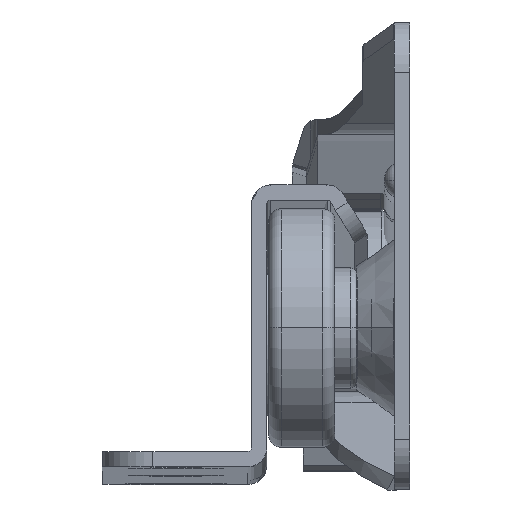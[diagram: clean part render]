
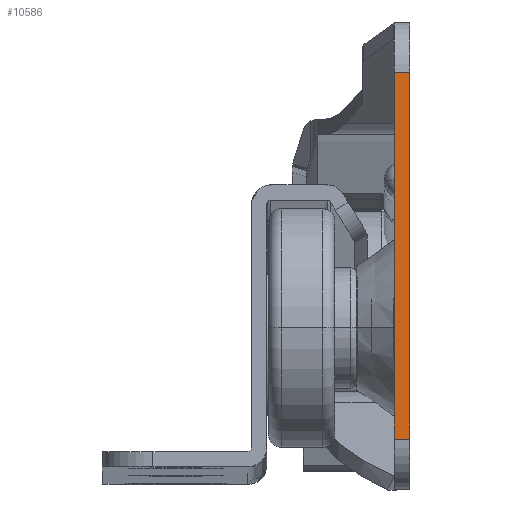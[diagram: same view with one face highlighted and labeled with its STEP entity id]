
A CAD part, top view. The second image highlights one B-rep face of the part: STEP entity #10586.
In plain terms, the highlighted planar face has unit normal (0, 0, 1).
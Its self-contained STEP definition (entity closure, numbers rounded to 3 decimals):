
#841 = ORIENTED_EDGE ( 'NONE', *, *, #10257, .T. ) ;
#974 = CARTESIAN_POINT ( 'NONE',  ( 0., -18., 0. ) ) ;
#1132 = VECTOR ( 'NONE', #1828, 1000. ) ;
#1649 = DIRECTION ( 'NONE',  ( 0., -1., 0. ) ) ;
#1828 = DIRECTION ( 'NONE',  ( -1., 0., 0. ) ) ;
#1852 = LINE ( 'NONE', #6125, #12706 ) ;
#2131 = VECTOR ( 'NONE', #1649, 1000. ) ;
#2202 = VERTEX_POINT ( 'NONE', #10348 ) ;
#2272 = CARTESIAN_POINT ( 'NONE',  ( -1.2, -14., 0. ) ) ;
#2288 = CARTESIAN_POINT ( 'NONE',  ( 0., 15., 0. ) ) ;
#2807 = LINE ( 'NONE', #13634, #1132 ) ;
#3778 = VECTOR ( 'NONE', #12928, 1000. ) ;
#3965 = EDGE_CURVE ( 'NONE', #13696, #11612, #2807, .T. ) ;
#4524 = PLANE ( 'NONE',  #10664 ) ;
#5838 = FACE_OUTER_BOUND ( 'NONE', #9131, .T. ) ;
#6125 = CARTESIAN_POINT ( 'NONE',  ( -1.2, -14., 0. ) ) ;
#6807 = ORIENTED_EDGE ( 'NONE', *, *, #3965, .T. ) ;
#8936 = EDGE_CURVE ( 'NONE', #11612, #11555, #13454, .T. ) ;
#9131 = EDGE_LOOP ( 'NONE', ( #11857, #841, #10647, #6807 ) ) ;
#10257 = EDGE_CURVE ( 'NONE', #11555, #2202, #1852, .T. ) ;
#10284 = CARTESIAN_POINT ( 'NONE',  ( -1.2, -18., 0. ) ) ;
#10348 = CARTESIAN_POINT ( 'NONE',  ( 0., -14., 0. ) ) ;
#10405 = DIRECTION ( 'NONE',  ( 1., 0., 0. ) ) ;
#10586 = ADVANCED_FACE ( 'NONE', ( #5838 ), #4524, .T. ) ;
#10647 = ORIENTED_EDGE ( 'NONE', *, *, #11978, .F. ) ;
#10664 = AXIS2_PLACEMENT_3D ( 'NONE', #12021, #11954, #11081 ) ;
#10674 = CARTESIAN_POINT ( 'NONE',  ( -1.2, 15., 0. ) ) ;
#11081 = DIRECTION ( 'NONE',  ( 1., 0., 0. ) ) ;
#11555 = VERTEX_POINT ( 'NONE', #2272 ) ;
#11612 = VERTEX_POINT ( 'NONE', #10674 ) ;
#11857 = ORIENTED_EDGE ( 'NONE', *, *, #8936, .T. ) ;
#11954 = DIRECTION ( 'NONE',  ( 0., 0., 1. ) ) ;
#11978 = EDGE_CURVE ( 'NONE', #13696, #2202, #12646, .T. ) ;
#12021 = CARTESIAN_POINT ( 'NONE',  ( -1.2, -18., 0. ) ) ;
#12646 = LINE ( 'NONE', #974, #3778 ) ;
#12706 = VECTOR ( 'NONE', #10405, 1000. ) ;
#12928 = DIRECTION ( 'NONE',  ( 0., -1., 0. ) ) ;
#13454 = LINE ( 'NONE', #10284, #2131 ) ;
#13634 = CARTESIAN_POINT ( 'NONE',  ( -1.2, 15., 0. ) ) ;
#13696 = VERTEX_POINT ( 'NONE', #2288 ) ;
